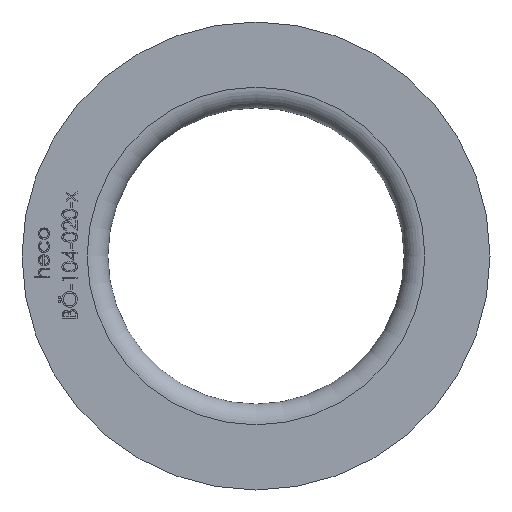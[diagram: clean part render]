
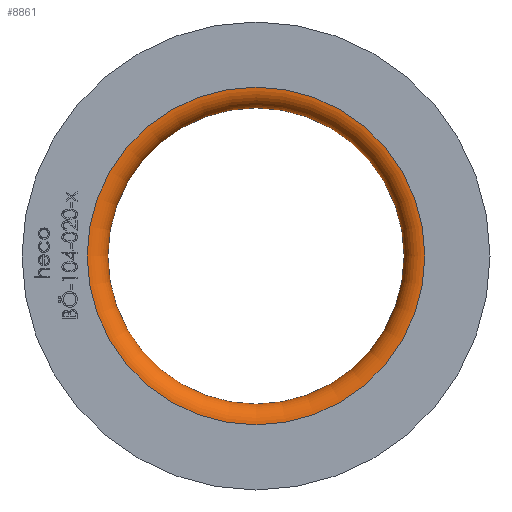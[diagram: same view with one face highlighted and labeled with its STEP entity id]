
A CAD part, left-side view. The second image highlights one B-rep face of the part: STEP entity #8861.
In plain terms, the highlighted toroidal (fillet/blend) face has major radius 57 mm and minor radius 7 mm.
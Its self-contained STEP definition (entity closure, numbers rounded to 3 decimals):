
#369 = CARTESIAN_POINT ( 'NONE',  ( 7., 0., 0. ) ) ;
#476 = ORIENTED_EDGE ( 'NONE', *, *, #5912, .F. ) ;
#501 = TOROIDAL_SURFACE ( 'NONE', #7854, 57., 7. ) ;
#773 = AXIS2_PLACEMENT_3D ( 'NONE', #369, #2321, #5618 ) ;
#1724 = VERTEX_POINT ( 'NONE', #3789 ) ;
#2321 = DIRECTION ( 'NONE',  ( -1., 0., 0. ) ) ;
#2385 = DIRECTION ( 'NONE',  ( -1., 0., 0. ) ) ;
#2602 = CARTESIAN_POINT ( 'NONE',  ( 0., 0., 0. ) ) ;
#3581 = CARTESIAN_POINT ( 'NONE',  ( 7., 0., 0. ) ) ;
#3789 = CARTESIAN_POINT ( 'NONE',  ( 7., 0., 50. ) ) ;
#4873 = EDGE_CURVE ( 'NONE', #12389, #12389, #11586, .T. ) ;
#5618 = DIRECTION ( 'NONE',  ( 0., 0., 1. ) ) ;
#5912 = EDGE_CURVE ( 'NONE', #1724, #1724, #8596, .T. ) ;
#7053 = EDGE_LOOP ( 'NONE', ( #9081 ) ) ;
#7854 = AXIS2_PLACEMENT_3D ( 'NONE', #3581, #8211, #11463 ) ;
#8211 = DIRECTION ( 'NONE',  ( -1., 0., 0. ) ) ;
#8596 = CIRCLE ( 'NONE', #773, 50. ) ;
#8861 = ADVANCED_FACE ( 'NONE', ( #13471, #12549 ), #501, .T. ) ;
#9081 = ORIENTED_EDGE ( 'NONE', *, *, #4873, .T. ) ;
#10186 = AXIS2_PLACEMENT_3D ( 'NONE', #2602, #2385, #10247 ) ;
#10247 = DIRECTION ( 'NONE',  ( 0., 0., 1. ) ) ;
#11463 = DIRECTION ( 'NONE',  ( 0., 0., 1. ) ) ;
#11586 = CIRCLE ( 'NONE', #10186, 57. ) ;
#12389 = VERTEX_POINT ( 'NONE', #13759 ) ;
#12549 = FACE_OUTER_BOUND ( 'NONE', #7053, .T. ) ;
#13391 = EDGE_LOOP ( 'NONE', ( #476 ) ) ;
#13471 = FACE_OUTER_BOUND ( 'NONE', #13391, .T. ) ;
#13759 = CARTESIAN_POINT ( 'NONE',  ( 0., 0., 57. ) ) ;
